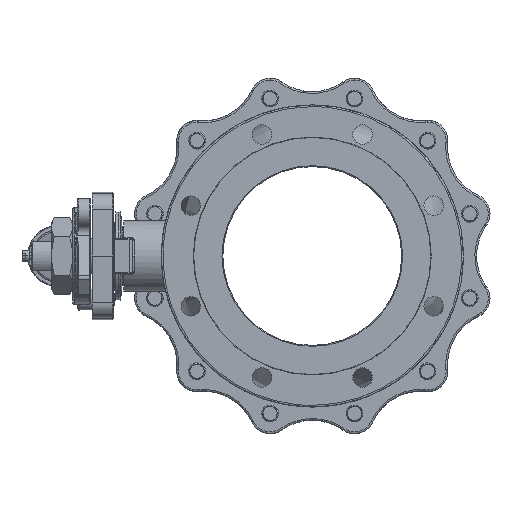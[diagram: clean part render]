
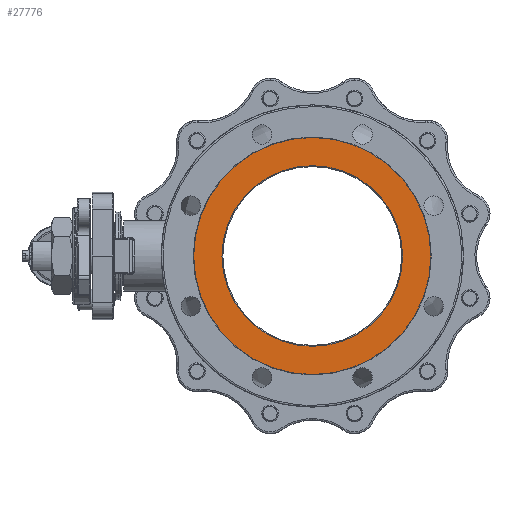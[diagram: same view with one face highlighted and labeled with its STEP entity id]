
A CAD part, left-side view. The second image highlights one B-rep face of the part: STEP entity #27776.
In plain terms, the highlighted planar face has unit normal (-1, 0, 0).
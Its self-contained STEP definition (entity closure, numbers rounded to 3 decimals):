
#3027 = ORIENTED_EDGE ( 'NONE', *, *, #18738, .T. ) ;
#3388 = CIRCLE ( 'NONE', #30400, 102.5 ) ;
#4203 = CARTESIAN_POINT ( 'NONE',  ( -209., 0., 0. ) ) ;
#4895 = EDGE_LOOP ( 'NONE', ( #21192, #12355 ) ) ;
#5141 = CIRCLE ( 'NONE', #38961, 134.571 ) ;
#9513 = DIRECTION ( 'NONE',  ( 0., 1., 0. ) ) ;
#10844 = DIRECTION ( 'NONE',  ( 1., 0., 0. ) ) ;
#12355 = ORIENTED_EDGE ( 'NONE', *, *, #34288, .F. ) ;
#13306 = AXIS2_PLACEMENT_3D ( 'NONE', #40204, #17210, #35675 ) ;
#14607 = DIRECTION ( 'NONE',  ( 1., 0., 0. ) ) ;
#16901 = FACE_BOUND ( 'NONE', #44338, .T. ) ;
#17210 = DIRECTION ( 'NONE',  ( -1., 0., 0. ) ) ;
#17726 = VERTEX_POINT ( 'NONE', #27352 ) ;
#18738 = EDGE_CURVE ( 'NONE', #26244, #40296, #19210, .T. ) ;
#19210 = CIRCLE ( 'NONE', #37574, 102.5 ) ;
#20436 = VERTEX_POINT ( 'NONE', #33069 ) ;
#20882 = DIRECTION ( 'NONE',  ( 1., 0., 0. ) ) ;
#21192 = ORIENTED_EDGE ( 'NONE', *, *, #58930, .F. ) ;
#21734 = FACE_OUTER_BOUND ( 'NONE', #4895, .T. ) ;
#26244 = VERTEX_POINT ( 'NONE', #30809 ) ;
#27352 = CARTESIAN_POINT ( 'NONE',  ( -209., 134.571, 0. ) ) ;
#27776 = ADVANCED_FACE ( 'NONE', ( #16901, #21734 ), #36248, .T. ) ;
#29259 = DIRECTION ( 'NONE',  ( 0., 0., 1. ) ) ;
#30400 = AXIS2_PLACEMENT_3D ( 'NONE', #4203, #59611, #55066 ) ;
#30809 = CARTESIAN_POINT ( 'NONE',  ( -209., 0., -102.5 ) ) ;
#31575 = AXIS2_PLACEMENT_3D ( 'NONE', #34798, #20882, #57854 ) ;
#33069 = CARTESIAN_POINT ( 'NONE',  ( -209., -134.571, 0. ) ) ;
#34288 = EDGE_CURVE ( 'NONE', #20436, #17726, #5141, .T. ) ;
#34429 = CARTESIAN_POINT ( 'NONE',  ( -209., 0., 0. ) ) ;
#34798 = CARTESIAN_POINT ( 'NONE',  ( -209., 0., 0. ) ) ;
#35675 = DIRECTION ( 'NONE',  ( 0., 0., 1. ) ) ;
#36248 = PLANE ( 'NONE',  #13306 ) ;
#37574 = AXIS2_PLACEMENT_3D ( 'NONE', #34429, #10844, #29259 ) ;
#38961 = AXIS2_PLACEMENT_3D ( 'NONE', #50979, #14607, #9513 ) ;
#40204 = CARTESIAN_POINT ( 'NONE',  ( -209., -102.5, 0. ) ) ;
#40296 = VERTEX_POINT ( 'NONE', #56890 ) ;
#44338 = EDGE_LOOP ( 'NONE', ( #51102, #3027 ) ) ;
#46114 = CIRCLE ( 'NONE', #31575, 134.571 ) ;
#50979 = CARTESIAN_POINT ( 'NONE',  ( -209., 0., 0. ) ) ;
#51102 = ORIENTED_EDGE ( 'NONE', *, *, #55342, .T. ) ;
#55066 = DIRECTION ( 'NONE',  ( 0., 0., 1. ) ) ;
#55342 = EDGE_CURVE ( 'NONE', #40296, #26244, #3388, .T. ) ;
#56890 = CARTESIAN_POINT ( 'NONE',  ( -209., 0., 102.5 ) ) ;
#57854 = DIRECTION ( 'NONE',  ( 0., 1., 0. ) ) ;
#58930 = EDGE_CURVE ( 'NONE', #17726, #20436, #46114, .T. ) ;
#59611 = DIRECTION ( 'NONE',  ( 1., 0., 0. ) ) ;
